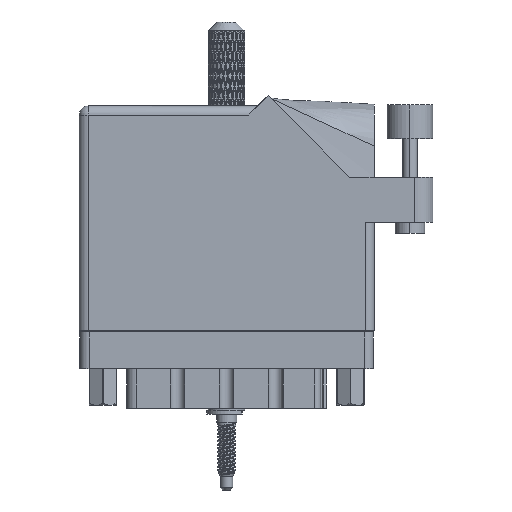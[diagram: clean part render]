
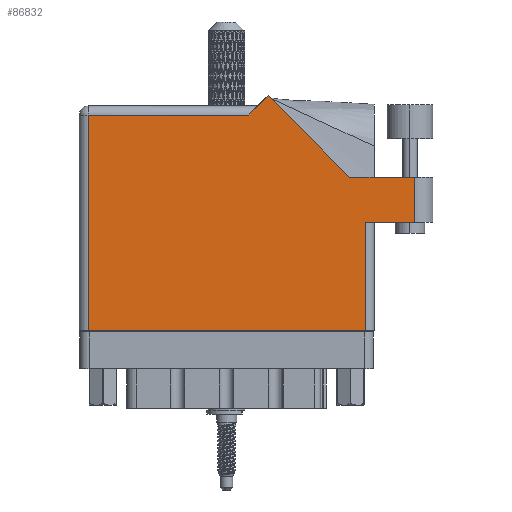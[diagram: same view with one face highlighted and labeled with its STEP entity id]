
A CAD part, front view. The second image highlights one B-rep face of the part: STEP entity #86832.
In plain terms, the highlighted face is planar.
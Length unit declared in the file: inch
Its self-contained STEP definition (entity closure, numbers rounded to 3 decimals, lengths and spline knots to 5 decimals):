
#795 = CARTESIAN_POINT ( 'NONE',  ( 1.28771, 1.60071, 0. ) ) ;
#807 = VERTEX_POINT ( 'NONE', #795 ) ;
#1932 = VERTEX_POINT ( 'NONE', #15132 ) ;
#2189 = CARTESIAN_POINT ( 'NONE',  ( 1.84442, 1.044, 0. ) ) ;
#5240 = CARTESIAN_POINT ( 'NONE',  ( 1.948, 0., 0. ) ) ;
#6853 = VECTOR ( 'NONE', #64286, 39.37008 ) ;
#8397 = ORIENTED_EDGE ( 'NONE', *, *, #17387, .T. ) ;
#9809 = CARTESIAN_POINT ( 'NONE',  ( 1.948, 0.737, 0. ) ) ;
#10833 = EDGE_CURVE ( 'NONE', #35784, #50825, #58597, .T. ) ;
#12520 = EDGE_CURVE ( 'NONE', #1932, #97283, #97440, .T. ) ;
#13219 = LINE ( 'NONE', #25851, #87269 ) ;
#14719 = CARTESIAN_POINT ( 'NONE',  ( 1.948, 0.737, 0. ) ) ;
#15132 = CARTESIAN_POINT ( 'NONE',  ( 2.285, 1.044, 0. ) ) ;
#17066 = CARTESIAN_POINT ( 'NONE',  ( 0.062, 0., 0. ) ) ;
#17105 = CARTESIAN_POINT ( 'NONE',  ( 1.84442, 1.044, 0. ) ) ;
#17387 = EDGE_CURVE ( 'NONE', #50825, #73435, #67397, .T. ) ;
#18514 = CARTESIAN_POINT ( 'NONE',  ( 2.41, 1.044, 0. ) ) ;
#20618 = VECTOR ( 'NONE', #45448, 39.37008 ) ;
#20934 = DIRECTION ( 'NONE',  ( -0.707, 0.707, 0. ) ) ;
#21317 = LINE ( 'NONE', #114372, #29693 ) ;
#24387 = DIRECTION ( 'NONE',  ( 0., 0., -1. ) ) ;
#25395 = CARTESIAN_POINT ( 'NONE',  ( 0., 1.468, 0. ) ) ;
#25851 = CARTESIAN_POINT ( 'NONE',  ( 0., 0., 0. ) ) ;
#27005 = DIRECTION ( 'NONE',  ( 1., 0., 0. ) ) ;
#29693 = VECTOR ( 'NONE', #69889, 39.37008 ) ;
#33905 = CARTESIAN_POINT ( 'NONE',  ( 2.285, 0.737, 0. ) ) ;
#34706 = ORIENTED_EDGE ( 'NONE', *, *, #92498, .T. ) ;
#35148 = DIRECTION ( 'NONE',  ( -1., 0., 0. ) ) ;
#35784 = VERTEX_POINT ( 'NONE', #5240 ) ;
#35970 = CARTESIAN_POINT ( 'NONE',  ( 1.155, 1.468, 0. ) ) ;
#36228 = CARTESIAN_POINT ( 'NONE',  ( 1.217, 1.53, 0. ) ) ;
#39586 = LINE ( 'NONE', #2189, #84271 ) ;
#40510 = VERTEX_POINT ( 'NONE', #17066 ) ;
#45448 = DIRECTION ( 'NONE',  ( -1., 0., 0. ) ) ;
#45944 = EDGE_CURVE ( 'NONE', #99003, #47849, #62308, .T. ) ;
#46961 = VECTOR ( 'NONE', #35148, 39.37008 ) ;
#47849 = VERTEX_POINT ( 'NONE', #51917 ) ;
#50141 = CARTESIAN_POINT ( 'NONE',  ( 0., 1.53, 0. ) ) ;
#50754 = EDGE_CURVE ( 'NONE', #40510, #35784, #13219, .T. ) ;
#50825 = VERTEX_POINT ( 'NONE', #9809 ) ;
#51258 = EDGE_CURVE ( 'NONE', #807, #99003, #113658, .T. ) ;
#51917 = CARTESIAN_POINT ( 'NONE',  ( 0.062, 1.468, 0. ) ) ;
#52886 = ORIENTED_EDGE ( 'NONE', *, *, #113506, .T. ) ;
#53573 = CARTESIAN_POINT ( 'NONE',  ( 2.01, 0.737, 0. ) ) ;
#54531 = ORIENTED_EDGE ( 'NONE', *, *, #10833, .T. ) ;
#55312 = ORIENTED_EDGE ( 'NONE', *, *, #12520, .T. ) ;
#58597 = LINE ( 'NONE', #14719, #68275 ) ;
#60650 = VECTOR ( 'NONE', #107589, 39.37008 ) ;
#62308 = LINE ( 'NONE', #25395, #46961 ) ;
#64286 = DIRECTION ( 'NONE',  ( 0., -1., 0. ) ) ;
#67397 = LINE ( 'NONE', #53573, #112068 ) ;
#67763 = ORIENTED_EDGE ( 'NONE', *, *, #45944, .T. ) ;
#68275 = VECTOR ( 'NONE', #111898, 39.37008 ) ;
#69889 = DIRECTION ( 'NONE',  ( 0., 1., 0. ) ) ;
#71842 = DIRECTION ( 'NONE',  ( 1., 0., 0. ) ) ;
#72508 = CARTESIAN_POINT ( 'NONE',  ( 0.062, 0., 0. ) ) ;
#72604 = EDGE_CURVE ( 'NONE', #47849, #40510, #78068, .T. ) ;
#73435 = VERTEX_POINT ( 'NONE', #33905 ) ;
#77809 = PLANE ( 'NONE',  #78559 ) ;
#78068 = LINE ( 'NONE', #72508, #6853 ) ;
#78559 = AXIS2_PLACEMENT_3D ( 'NONE', #50141, #24387, #114493 ) ;
#84271 = VECTOR ( 'NONE', #20934, 39.37008 ) ;
#86832 = ADVANCED_FACE ( 'NONE', ( #90352 ), #77809, .F. ) ;
#87269 = VECTOR ( 'NONE', #71842, 39.37008 ) ;
#88775 = ORIENTED_EDGE ( 'NONE', *, *, #51258, .T. ) ;
#90352 = FACE_OUTER_BOUND ( 'NONE', #111845, .T. ) ;
#92498 = EDGE_CURVE ( 'NONE', #73435, #1932, #21317, .T. ) ;
#97283 = VERTEX_POINT ( 'NONE', #17105 ) ;
#97440 = LINE ( 'NONE', #18514, #20618 ) ;
#98837 = ORIENTED_EDGE ( 'NONE', *, *, #50754, .T. ) ;
#99003 = VERTEX_POINT ( 'NONE', #35970 ) ;
#105928 = ORIENTED_EDGE ( 'NONE', *, *, #72604, .T. ) ;
#107589 = DIRECTION ( 'NONE',  ( -0.707, -0.707, 0. ) ) ;
#111845 = EDGE_LOOP ( 'NONE', ( #8397, #34706, #55312, #52886, #88775, #67763, #105928, #98837, #54531 ) ) ;
#111898 = DIRECTION ( 'NONE',  ( 0., 1., 0. ) ) ;
#112068 = VECTOR ( 'NONE', #27005, 39.37008 ) ;
#113506 = EDGE_CURVE ( 'NONE', #97283, #807, #39586, .T. ) ;
#113658 = LINE ( 'NONE', #36228, #60650 ) ;
#114372 = CARTESIAN_POINT ( 'NONE',  ( 2.285, 1.044, 0. ) ) ;
#114493 = DIRECTION ( 'NONE',  ( -1., 0., 0. ) ) ;
